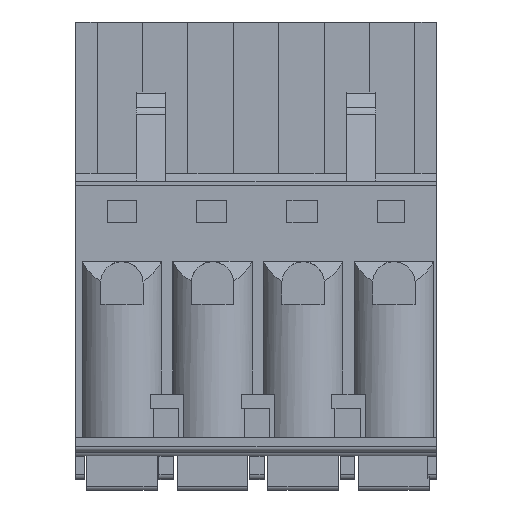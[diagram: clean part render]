
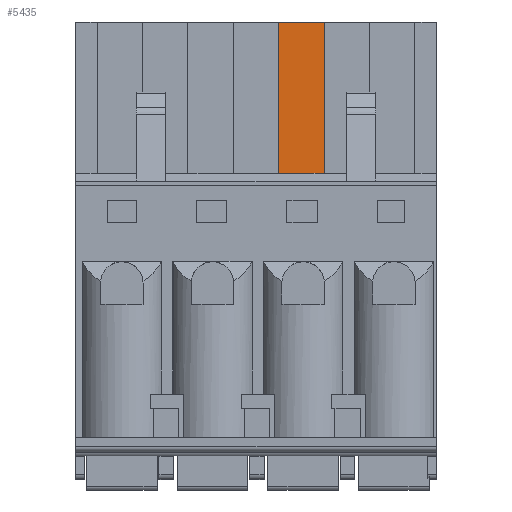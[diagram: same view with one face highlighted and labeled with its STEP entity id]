
A CAD part, top view. The second image highlights one B-rep face of the part: STEP entity #5435.
In plain terms, the highlighted planar face has unit normal (0, 0, 1).
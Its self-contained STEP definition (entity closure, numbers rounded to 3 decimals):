
#5435=ADVANCED_FACE('',(#14843),#14844,.F.);
#8309=VERTEX_POINT('',#18570);
#8311=VERTEX_POINT('',#18572);
#8313=EDGE_CURVE('',#8309,#8311,#18574,.T.);
#9061=VERTEX_POINT('',#19323);
#9065=VERTEX_POINT('',#19327);
#9067=EDGE_CURVE('',#9061,#9065,#19329,.T.);
#9171=EDGE_CURVE('',#8311,#9061,#19433,.T.);
#9173=EDGE_CURVE('',#8309,#9065,#19435,.T.);
#14843=FACE_OUTER_BOUND('',#25041,.T.);
#14844=PLANE('',#25042);
#18570=CARTESIAN_POINT('',(13.94,23.73,5.77));
#18572=CARTESIAN_POINT('',(13.94,15.4,5.77));
#18574=LINE('',#31517,#31518);
#19323=CARTESIAN_POINT('',(10.96,15.4,5.77));
#19327=CARTESIAN_POINT('',(10.96,23.73,5.77));
#19329=LINE('',#33045,#33046);
#19433=LINE('',#33278,#33279);
#19435=LINE('',#33282,#33283);
#25041=EDGE_LOOP('',(#45144,#45145,#45146,#45147));
#25042=AXIS2_PLACEMENT_3D('',#45148,#45149,#45150);
#31517=CARTESIAN_POINT('',(13.94,23.73,5.77));
#31518=VECTOR('',#51671,1.0);
#33045=CARTESIAN_POINT('',(10.96,15.4,5.77));
#33046=VECTOR('',#51998,1.0);
#33278=CARTESIAN_POINT('',(12.45,15.4,5.77));
#33279=VECTOR('',#52041,1.0);
#33282=CARTESIAN_POINT('',(12.45,23.73,5.77));
#33283=VECTOR('',#52042,1.0);
#45144=ORIENTED_EDGE('',*,*,#9171,.F.);
#45145=ORIENTED_EDGE('',*,*,#8313,.F.);
#45146=ORIENTED_EDGE('',*,*,#9173,.T.);
#45147=ORIENTED_EDGE('',*,*,#9067,.F.);
#45148=CARTESIAN_POINT('',(10.923,23.938,5.77));
#45149=DIRECTION('',(0.0,0.0,-1.0));
#45150=DIRECTION('',(-1.0,0.0,0.0));
#51671=DIRECTION('',(0.0,-1.0,0.0));
#51998=DIRECTION('',(0.0,1.0,0.0));
#52041=DIRECTION('',(-1.0,0.0,0.));
#52042=DIRECTION('',(-1.0,0.0,0.));
